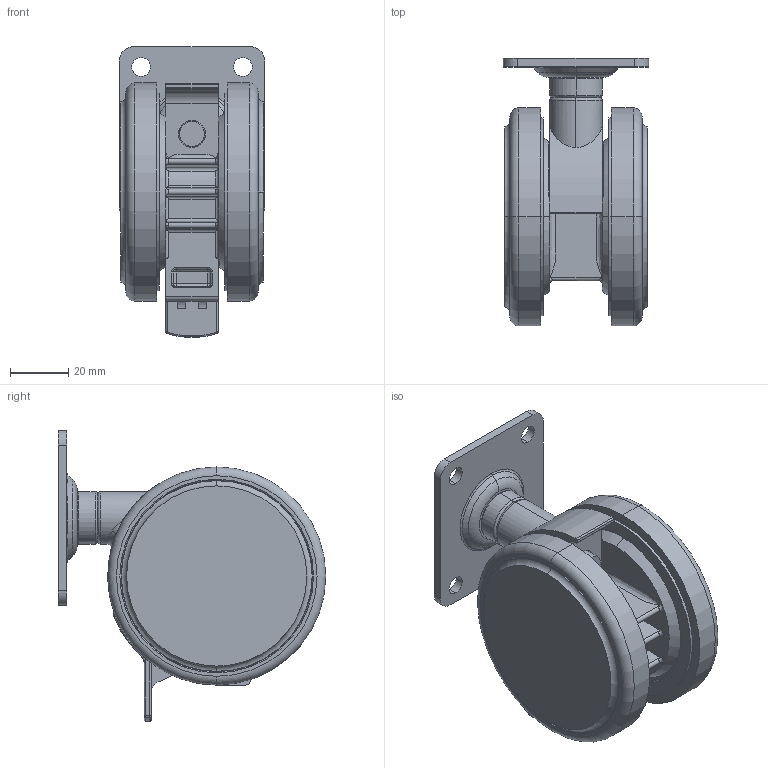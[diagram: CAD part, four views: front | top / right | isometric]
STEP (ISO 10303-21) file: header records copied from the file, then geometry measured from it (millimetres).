
FILE_DESCRIPTION (( 'STEP AP214' ), '1' );
FILE_NAME ('TCA-CFW075S.STEP', '2016-08-05T02:03:54', ( '' ), ( '' ), 'SwSTEP 2.0', 'SolidWorks 2015', '' );
FILE_SCHEMA (( 'AUTOMOTIVE_DESIGN' ));
Length unit declared in the file: millimetre
Products named in the file (2): caster; TCA-CFW075S
Assembly tree (1 placements, depth 2):
  TCA-CFW075S
    caster
Bounding box: 50 x 92 x 100 mm (x, y, z)
Volume: 136861.1 mm3; surface area: 87351 mm2
Topology: 1 solids, 5 shells, 1468 faces, 3892 edges, 2426 vertices
Faces by surface type: cylinder 705, plane 437, torus 239, cone 37, bspline 31, sphere 19
Entity records: 48600 total; most frequent: CARTESIAN_POINT 11368, DIRECTION 8331, ORIENTED_EDGE 7692, EDGE_CURVE 3846, AXIS2_PLACEMENT_3D 3263, VERTEX_POINT 2422, CIRCLE 1822, LINE 1805
